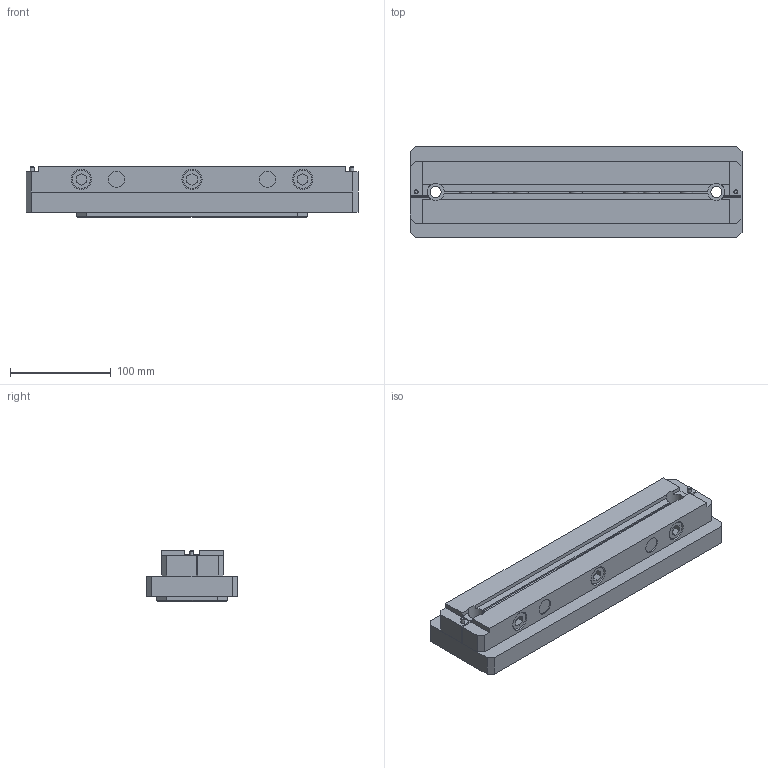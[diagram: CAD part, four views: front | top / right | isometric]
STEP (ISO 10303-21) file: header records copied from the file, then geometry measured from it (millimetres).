
FILE_DESCRIPTION(/* description */ (''),/* implementation_level */ '2;1');
FILE_NAME(/* name */ '胫骨远端外侧锁定板A.stp',/* time_stamp */ '2018-05-31T13:27:25+08:00',/* author */ (''),/* organization */ (''),/* preprocessor_version */ 'ST-DEVELOPER v16',/* originating_system */ 'SIEMENS PLM Software NX 10.0',/* authorisation */ '');
FILE_SCHEMA (('CONFIG_CONTROL_DESIGN'));
Length unit declared in the file: millimetre
Products named in the file (1): 胫骨远端外侧锁定板A
Bounding box: 330 x 90 x 50 mm (x, y, z)
Volume: 1109392 mm3; surface area: 199262.3 mm2
Topology: 18 solids, 18 shells, 255 faces, 550 edges, 365 vertices
Faces by surface type: plane 172, cylinder 65, cone 18
Full cylindrical faces by diameter (mm): 4 x4, 8 x6, 10 x4, 10.3 x7, 11 x6, 12 x3, 13 x3, 15 x6, 16 x10, 17 x2, 18 x7, 20 x3
Entity records: 6396 total; most frequent: DIRECTION 1104, CARTESIAN_POINT 1043, ORIENTED_EDGE 886, EDGE_CURVE 443, AXIS2_PLACEMENT_3D 405, EDGE_LOOP 394, VERTEX_POINT 344, LINE 294
